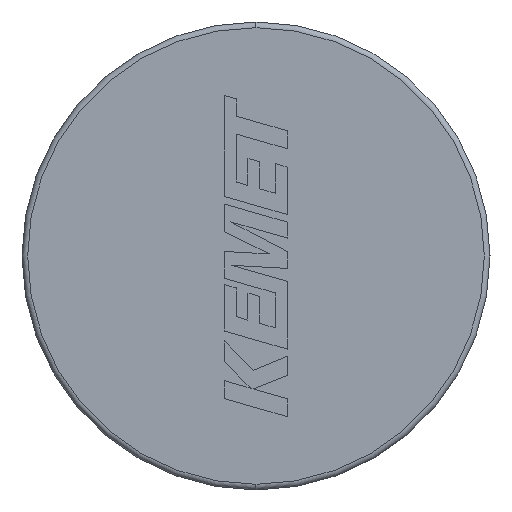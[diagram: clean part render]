
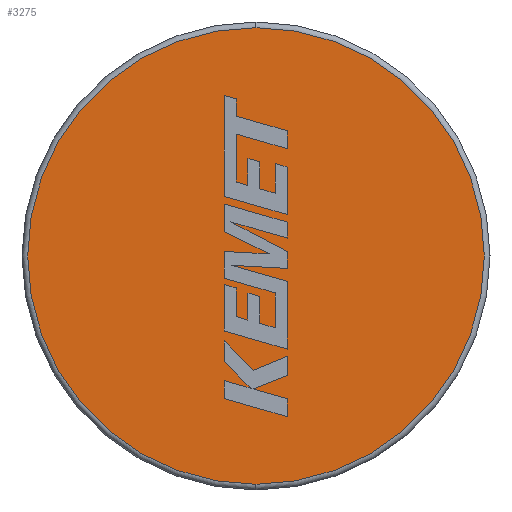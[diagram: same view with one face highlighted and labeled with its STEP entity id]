
A CAD part, left-side view. The second image highlights one B-rep face of the part: STEP entity #3275.
In plain terms, the highlighted planar face has unit normal (-1, 0, 0).
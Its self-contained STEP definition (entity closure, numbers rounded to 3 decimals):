
#30 = DIRECTION ( 'NONE',  ( 0., 0., -1. ) ) ;
#181 = VERTEX_POINT ( 'NONE', #2608 ) ;
#241 = AXIS2_PLACEMENT_3D ( 'NONE', #3274, #1739, #2016 ) ;
#296 = PLANE ( 'NONE',  #566 ) ;
#529 = DIRECTION ( 'NONE',  ( 1., 0., 0. ) ) ;
#566 = AXIS2_PLACEMENT_3D ( 'NONE', #1649, #529, #30 ) ;
#568 = VERTEX_POINT ( 'NONE', #730 ) ;
#730 = CARTESIAN_POINT ( 'NONE',  ( 0., 0., -8.05 ) ) ;
#899 = EDGE_CURVE ( 'NONE', #568, #181, #1427, .T. ) ;
#978 = ORIENTED_EDGE ( 'NONE', *, *, #3242, .T. ) ;
#1427 = CIRCLE ( 'NONE', #241, 8.05 ) ;
#1649 = CARTESIAN_POINT ( 'NONE',  ( 0., 0., 0. ) ) ;
#1739 = DIRECTION ( 'NONE',  ( -1., 0., 0. ) ) ;
#1823 = FACE_OUTER_BOUND ( 'NONE', #2268, .T. ) ;
#2016 = DIRECTION ( 'NONE',  ( 0., 0., -1. ) ) ;
#2161 = ORIENTED_EDGE ( 'NONE', *, *, #899, .T. ) ;
#2268 = EDGE_LOOP ( 'NONE', ( #2161, #978 ) ) ;
#2408 = DIRECTION ( 'NONE',  ( 0., 0., -1. ) ) ;
#2536 = AXIS2_PLACEMENT_3D ( 'NONE', #2657, #3411, #2408 ) ;
#2608 = CARTESIAN_POINT ( 'NONE',  ( 0., 0., 8.05 ) ) ;
#2657 = CARTESIAN_POINT ( 'NONE',  ( 0., 0., 0. ) ) ;
#3183 = CIRCLE ( 'NONE', #2536, 8.05 ) ;
#3242 = EDGE_CURVE ( 'NONE', #181, #568, #3183, .T. ) ;
#3274 = CARTESIAN_POINT ( 'NONE',  ( 0., 0., 0. ) ) ;
#3275 = ADVANCED_FACE ( 'NONE', ( #1823 ), #296, .F. ) ;
#3411 = DIRECTION ( 'NONE',  ( -1., 0., 0. ) ) ;
